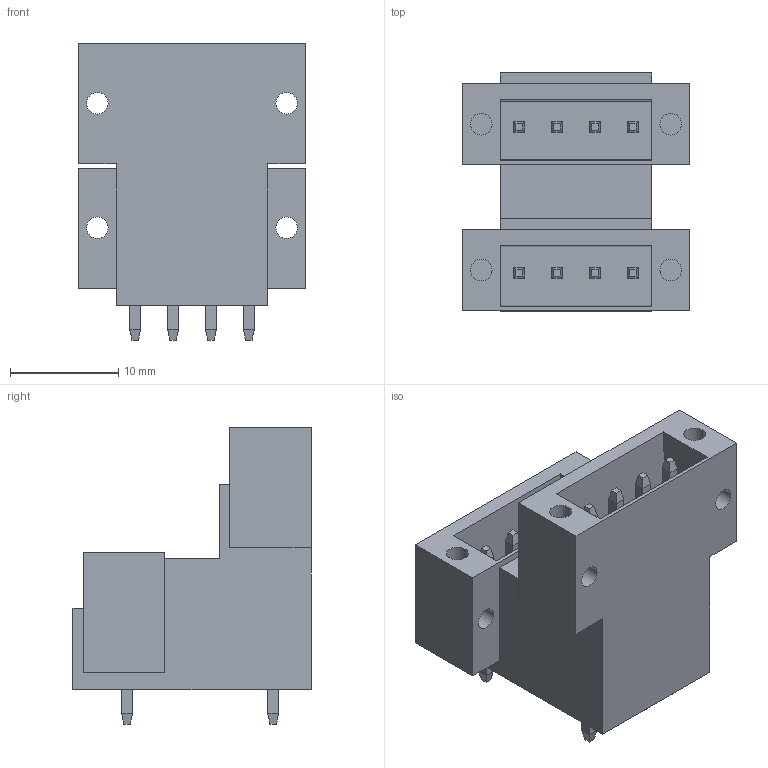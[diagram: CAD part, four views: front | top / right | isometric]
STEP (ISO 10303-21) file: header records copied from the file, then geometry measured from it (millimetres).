
FILE_DESCRIPTION(('CATIA V5 STEP Exchange','CAx-IF Rec.Pracs.--- Model Styling and Organization---1.2---2011-12-15'),'2;1');
FILE_NAME ('6650280_2_1641250000_1641250000.stp','2018-11-10T06:49:50+00:00',('none'),('Weidmueller'),'CATIA Version 5-6 Release 2014','CATIA V5 STEP AP214','none');
FILE_SCHEMA(('AUTOMOTIVE_DESIGN { 1 0 10303 214 1 1 1 1 }'));
Length unit declared in the file: millimetre
Products named in the file (1): 1641250000
Bounding box: 21 x 22 x 27.4 mm (x, y, z)
Volume: 4898.4 mm3; surface area: 4513.8 mm2
Topology: 9 solids, 9 shells, 208 faces, 476 edges, 296 vertices
Faces by surface type: plane 184, cylinder 24
Entity records: 5143 total; most frequent: ORIENTED_EDGE 952, CARTESIAN_POINT 943, DIRECTION 624, EDGE_CURVE 476, VECTOR 364, LINE 364, VERTEX_POINT 296, EDGE_LOOP 242
